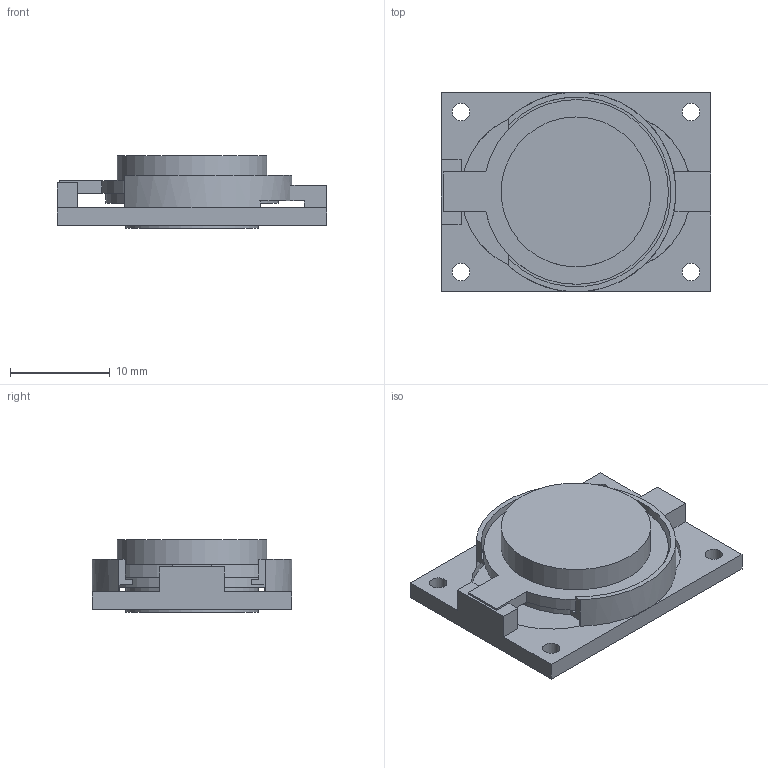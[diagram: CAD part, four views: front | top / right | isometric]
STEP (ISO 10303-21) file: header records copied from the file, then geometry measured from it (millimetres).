
FILE_DESCRIPTION(/* description */ ('Alibre Inc.'),/* implementation_level */ '2;1');
FILE_NAME(/* name */ 'export-2E9D246D-3B2C-41E8-B1A3-549CD0029B2F',/* time_stamp */ '2019-01-28T19:08:01-06:00',/* author */ (''),/* organization */ (''),/* preprocessor_version */ 'ST-DEVELOPER v17',/* originating_system */ 'Alibre',/* authorisation */ '');
FILE_SCHEMA (('AUTOMOTIVE_DESIGN'));
Length unit declared in the file: millimetre
Bounding box: 27 x 20 x 7.25 mm (x, y, z)
Volume: 1894.9 mm3; surface area: 2734.9 mm2
Topology: 2 solids, 2 shells, 88 faces, 234 edges, 153 vertices
Faces by surface type: plane 52, cylinder 30, torus 6
Full cylindrical faces by diameter (mm): 1.75 x4, 11 x1, 12 x1, 13.25 x1, 15 x2, 17.25 x1
Entity records: 2774 total; most frequent: CARTESIAN_POINT 647, ORIENTED_EDGE 440, DIRECTION 383, EDGE_CURVE 220, AXIS2_PLACEMENT_3D 158, VERTEX_POINT 149, VECTOR 116, LINE 116
